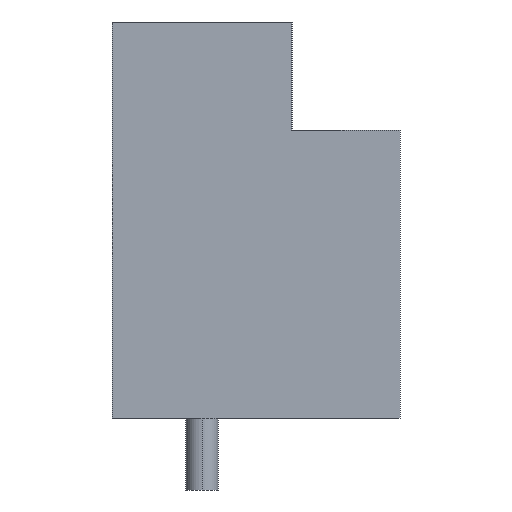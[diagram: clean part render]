
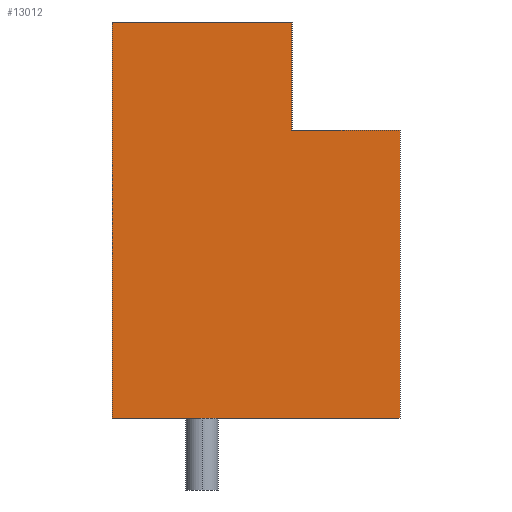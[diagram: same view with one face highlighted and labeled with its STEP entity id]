
A CAD part, left-side view. The second image highlights one B-rep face of the part: STEP entity #13012.
In plain terms, the highlighted planar face has unit normal (-1, 0, 0).
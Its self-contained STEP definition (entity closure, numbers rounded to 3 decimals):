
#3208 = EDGE_CURVE ( 'NONE', #3209, #3210, #15312, .T. ) ;
#3209 = VERTEX_POINT ( 'NONE', #15308 ) ;
#3210 = VERTEX_POINT ( 'NONE', #15307 ) ;
#3279 = VERTEX_POINT ( 'NONE', #15478 ) ;
#3281 = EDGE_CURVE ( 'NONE', #3279, #3210, #15476, .T. ) ;
#12929 = ORIENTED_EDGE ( 'NONE', *, *, #12930, .T. ) ;
#12930 = EDGE_CURVE ( 'NONE', #13016, #12931, #19438, .T. ) ;
#12931 = VERTEX_POINT ( 'NONE', #19430 ) ;
#12932 = ORIENTED_EDGE ( 'NONE', *, *, #12933, .F. ) ;
#12933 = EDGE_CURVE ( 'NONE', #12934, #12931, #19427, .T. ) ;
#12934 = VERTEX_POINT ( 'NONE', #19422 ) ;
#12935 = ORIENTED_EDGE ( 'NONE', *, *, #12936, .T. ) ;
#12936 = EDGE_CURVE ( 'NONE', #12934, #3209, #19420, .T. ) ;
#12995 = ORIENTED_EDGE ( 'NONE', *, *, #3208, .T. ) ;
#12996 = ORIENTED_EDGE ( 'NONE', *, *, #3281, .F. ) ;
#13012 = ADVANCED_FACE ( 'NONE', ( #19819 ), #19904, .F. ) ;
#13013 = EDGE_LOOP ( 'NONE', ( #13014, #12929, #12932, #12935, #12995, #12996 ) ) ;
#13014 = ORIENTED_EDGE ( 'NONE', *, *, #13015, .F. ) ;
#13015 = EDGE_CURVE ( 'NONE', #13016, #3279, #19891, .T. ) ;
#13016 = VERTEX_POINT ( 'NONE', #19882 ) ;
#15307 = CARTESIAN_POINT ( 'NONE',  ( -2.5, -5.5, 0. ) ) ;
#15308 = CARTESIAN_POINT ( 'NONE',  ( -2.5, 2.5, 0. ) ) ;
#15309 = DIRECTION ( 'NONE',  ( 0., -1., 0. ) ) ;
#15310 = VECTOR ( 'NONE', #15309, 1000. ) ;
#15311 = CARTESIAN_POINT ( 'NONE',  ( -2.5, 2.5, 0. ) ) ;
#15312 = LINE ( 'NONE', #15311, #15310 ) ;
#15473 = DIRECTION ( 'NONE',  ( 0., 0., -1. ) ) ;
#15474 = VECTOR ( 'NONE', #15473, 1000. ) ;
#15475 = CARTESIAN_POINT ( 'NONE',  ( -2.5, -5.5, 11. ) ) ;
#15476 = LINE ( 'NONE', #15475, #15474 ) ;
#15478 = CARTESIAN_POINT ( 'NONE',  ( -2.5, -5.5, 8. ) ) ;
#19420 = LINE ( 'NONE', #19541, #19540 ) ;
#19422 = CARTESIAN_POINT ( 'NONE',  ( -2.5, 2.5, 11. ) ) ;
#19424 = DIRECTION ( 'NONE',  ( 0., -1., 0. ) ) ;
#19425 = VECTOR ( 'NONE', #19424, 1000. ) ;
#19426 = CARTESIAN_POINT ( 'NONE',  ( -2.5, 2.5, 11. ) ) ;
#19427 = LINE ( 'NONE', #19426, #19425 ) ;
#19430 = CARTESIAN_POINT ( 'NONE',  ( -2.5, -2.5, 11. ) ) ;
#19432 = DIRECTION ( 'NONE',  ( 0., 0., 1. ) ) ;
#19434 = VECTOR ( 'NONE', #19432, 1000. ) ;
#19436 = CARTESIAN_POINT ( 'NONE',  ( -2.5, -2.5, 8. ) ) ;
#19438 = LINE ( 'NONE', #19436, #19434 ) ;
#19539 = DIRECTION ( 'NONE',  ( 0., 0., -1. ) ) ;
#19540 = VECTOR ( 'NONE', #19539, 1000. ) ;
#19541 = CARTESIAN_POINT ( 'NONE',  ( -2.5, 2.5, 11. ) ) ;
#19819 = FACE_OUTER_BOUND ( 'NONE', #13013, .T. ) ;
#19882 = CARTESIAN_POINT ( 'NONE',  ( -2.5, -2.5, 8. ) ) ;
#19884 = DIRECTION ( 'NONE',  ( 0., -1., 0. ) ) ;
#19886 = VECTOR ( 'NONE', #19884, 1000. ) ;
#19889 = CARTESIAN_POINT ( 'NONE',  ( -2.5, -2.5, 8. ) ) ;
#19891 = LINE ( 'NONE', #19889, #19886 ) ;
#19897 = DIRECTION ( 'NONE',  ( 0., 1., 0. ) ) ;
#19899 = DIRECTION ( 'NONE',  ( 1., 0., 0. ) ) ;
#19901 = CARTESIAN_POINT ( 'NONE',  ( -2.5, 2.5, 11. ) ) ;
#19902 = AXIS2_PLACEMENT_3D ( 'NONE', #19901, #19899, #19897 ) ;
#19904 = PLANE ( 'NONE',  #19902 ) ;
